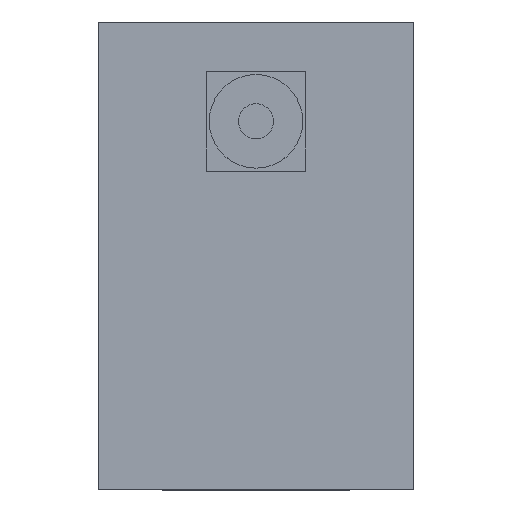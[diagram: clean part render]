
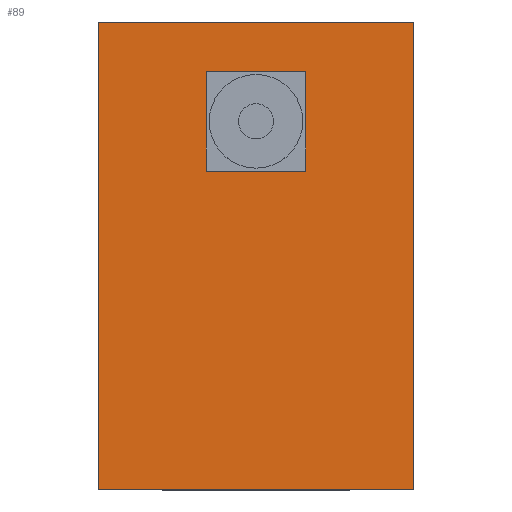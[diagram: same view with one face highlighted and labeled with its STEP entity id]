
A CAD part, top view. The second image highlights one B-rep face of the part: STEP entity #89.
In plain terms, the highlighted planar face has unit normal (0, 0, 1).
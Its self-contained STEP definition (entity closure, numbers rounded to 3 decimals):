
#13=DIRECTION('',(0.,0.,1.));
#14=DIRECTION('',(1.,0.,0.));
#39=VERTEX_POINT('',#40);
#40=CARTESIAN_POINT('',(-13.5,-26.5,13.));
#48=VECTOR('',#49,1.);
#49=DIRECTION('',(0.,1.,0.));
#52=VERTEX_POINT('',#53);
#53=CARTESIAN_POINT('',(-13.5,13.5,13.));
#55=ORIENTED_EDGE('',*,*,#56,.F.);
#56=EDGE_CURVE('',#39,#52,#57,.T.);
#57=LINE('',#40,#48);
#68=VECTOR('',#14,1.);
#70=ORIENTED_EDGE('',*,*,#71,.T.);
#71=EDGE_CURVE('',#39,#72,#74,.T.);
#72=VERTEX_POINT('',#73);
#73=CARTESIAN_POINT('',(13.5,-26.5,13.));
#74=LINE('',#40,#68);
#89=ADVANCED_FACE('',(#90,#100),#122,.T.);
#90=FACE_BOUND('',#91,.T.);
#91=EDGE_LOOP('',(#55,#70,#92,#97));
#92=ORIENTED_EDGE('',*,*,#93,.T.);
#93=EDGE_CURVE('',#72,#94,#96,.T.);
#94=VERTEX_POINT('',#95);
#95=CARTESIAN_POINT('',(13.5,13.5,13.));
#96=LINE('',#73,#48);
#97=ORIENTED_EDGE('',*,*,#98,.F.);
#98=EDGE_CURVE('',#52,#94,#99,.T.);
#99=LINE('',#53,#68);
#100=FACE_BOUND('',#101,.T.);
#101=EDGE_LOOP('',(#102,#109,#114,#119));
#102=ORIENTED_EDGE('',*,*,#103,.T.);
#103=EDGE_CURVE('',#104,#106,#108,.T.);
#104=VERTEX_POINT('',#105);
#105=CARTESIAN_POINT('',(-4.25,0.75,13.));
#106=VERTEX_POINT('',#107);
#107=CARTESIAN_POINT('',(-4.25,9.25,13.));
#108=LINE('',#105,#48);
#109=ORIENTED_EDGE('',*,*,#110,.T.);
#110=EDGE_CURVE('',#106,#111,#113,.T.);
#111=VERTEX_POINT('',#112);
#112=CARTESIAN_POINT('',(4.25,9.25,13.));
#113=LINE('',#107,#68);
#114=ORIENTED_EDGE('',*,*,#115,.F.);
#115=EDGE_CURVE('',#116,#111,#118,.T.);
#116=VERTEX_POINT('',#117);
#117=CARTESIAN_POINT('',(4.25,0.75,13.));
#118=LINE('',#117,#48);
#119=ORIENTED_EDGE('',*,*,#120,.F.);
#120=EDGE_CURVE('',#104,#116,#121,.T.);
#121=LINE('',#105,#68);
#122=PLANE('',#123);
#123=AXIS2_PLACEMENT_3D('',#40,#13,#14);
